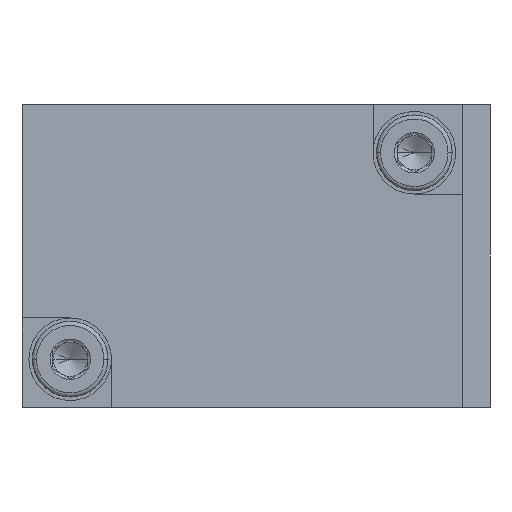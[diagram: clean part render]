
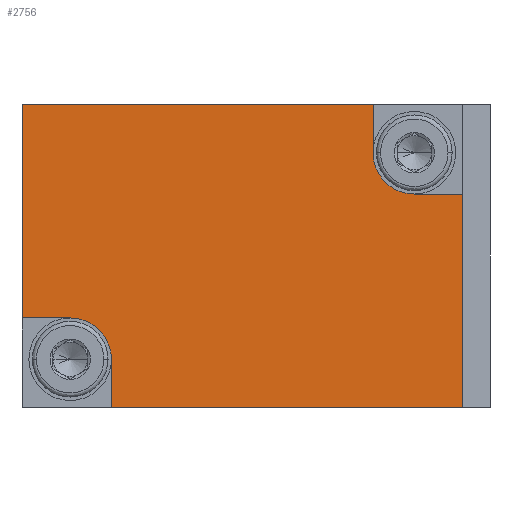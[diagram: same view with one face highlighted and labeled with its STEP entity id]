
A CAD part, front view. The second image highlights one B-rep face of the part: STEP entity #2756.
In plain terms, the highlighted planar face has unit normal (0, -1, 0).
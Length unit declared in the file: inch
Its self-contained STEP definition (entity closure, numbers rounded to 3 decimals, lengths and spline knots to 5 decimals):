
#30 = EDGE_CURVE ( 'NONE', #1035, #2631, #963, .T. ) ;
#109 = EDGE_LOOP ( 'NONE', ( #3273, #288, #2248, #3899, #3179, #5001, #3543, #1057, #616, #3288 ) ) ;
#151 = CARTESIAN_POINT ( 'NONE',  ( 0.62992, 0., 0.17717 ) ) ;
#288 = ORIENTED_EDGE ( 'NONE', *, *, #5352, .F. ) ;
#303 = CARTESIAN_POINT ( 'NONE',  ( -0.37402, 0., -0.43307 ) ) ;
#410 = CARTESIAN_POINT ( 'NONE',  ( 0.49213, 0., 0.17717 ) ) ;
#446 = CIRCLE ( 'NONE', #3474, 0.11811 ) ;
#473 = EDGE_CURVE ( 'NONE', #2043, #3673, #1451, .T. ) ;
#496 = VECTOR ( 'NONE', #4369, 39.37008 ) ;
#595 = DIRECTION ( 'NONE',  ( 1., 0., 0. ) ) ;
#616 = ORIENTED_EDGE ( 'NONE', *, *, #4898, .T. ) ;
#638 = CARTESIAN_POINT ( 'NONE',  ( -0.62992, 0., -0.17717 ) ) ;
#646 = CARTESIAN_POINT ( 'NONE',  ( -0.49213, 0., -0.17717 ) ) ;
#651 = DIRECTION ( 'NONE',  ( 0., 0., -1. ) ) ;
#665 = EDGE_CURVE ( 'NONE', #3673, #3442, #1219, .T. ) ;
#707 = VERTEX_POINT ( 'NONE', #1666 ) ;
#806 = DIRECTION ( 'NONE',  ( 0., 0., -1. ) ) ;
#810 = CARTESIAN_POINT ( 'NONE',  ( 0.62992, 0., -0.43307 ) ) ;
#963 = CIRCLE ( 'NONE', #1677, 0.11811 ) ;
#1016 = VECTOR ( 'NONE', #595, 39.37008 ) ;
#1035 = VERTEX_POINT ( 'NONE', #4168 ) ;
#1057 = ORIENTED_EDGE ( 'NONE', *, *, #5281, .T. ) ;
#1061 = DIRECTION ( 'NONE',  ( 0., -1., 0. ) ) ;
#1171 = EDGE_CURVE ( 'NONE', #5139, #1799, #2637, .T. ) ;
#1219 = LINE ( 'NONE', #2031, #3217 ) ;
#1451 = LINE ( 'NONE', #2288, #4449 ) ;
#1606 = CARTESIAN_POINT ( 'NONE',  ( -0.62992, 0., -0.17717 ) ) ;
#1666 = CARTESIAN_POINT ( 'NONE',  ( 0.37402, 0., 0.29528 ) ) ;
#1677 = AXIS2_PLACEMENT_3D ( 'NONE', #3084, #5254, #3933 ) ;
#1799 = VERTEX_POINT ( 'NONE', #3994 ) ;
#1805 = CARTESIAN_POINT ( 'NONE',  ( 0.37402, 0., 0.43307 ) ) ;
#1897 = DIRECTION ( 'NONE',  ( -1., 0., 0. ) ) ;
#1943 = CARTESIAN_POINT ( 'NONE',  ( -0.37402, 0., -0.43307 ) ) ;
#2031 = CARTESIAN_POINT ( 'NONE',  ( -0.62992, 0., -0.43307 ) ) ;
#2043 = VERTEX_POINT ( 'NONE', #1805 ) ;
#2092 = EDGE_CURVE ( 'NONE', #2631, #3442, #2337, .T. ) ;
#2189 = CARTESIAN_POINT ( 'NONE',  ( 0.62992, 0., -0.43307 ) ) ;
#2197 = VERTEX_POINT ( 'NONE', #303 ) ;
#2248 = ORIENTED_EDGE ( 'NONE', *, *, #473, .T. ) ;
#2288 = CARTESIAN_POINT ( 'NONE',  ( -0.62992, 0., 0.43307 ) ) ;
#2337 = LINE ( 'NONE', #638, #5375 ) ;
#2457 = FACE_OUTER_BOUND ( 'NONE', #109, .T. ) ;
#2543 = DIRECTION ( 'NONE',  ( 0., 1., 0. ) ) ;
#2622 = VECTOR ( 'NONE', #4802, 39.37008 ) ;
#2631 = VERTEX_POINT ( 'NONE', #646 ) ;
#2637 = LINE ( 'NONE', #151, #496 ) ;
#2735 = DIRECTION ( 'NONE',  ( -1., 0., 0. ) ) ;
#2756 = ADVANCED_FACE ( 'NONE', ( #2457 ), #2940, .F. ) ;
#2812 = DIRECTION ( 'NONE',  ( 0., 0., 1. ) ) ;
#2831 = CARTESIAN_POINT ( 'NONE',  ( 0.37402, 0., -0.43307 ) ) ;
#2940 = PLANE ( 'NONE',  #4728 ) ;
#3084 = CARTESIAN_POINT ( 'NONE',  ( -0.49213, 0., -0.29528 ) ) ;
#3179 = ORIENTED_EDGE ( 'NONE', *, *, #2092, .F. ) ;
#3217 = VECTOR ( 'NONE', #806, 39.37008 ) ;
#3273 = ORIENTED_EDGE ( 'NONE', *, *, #4617, .F. ) ;
#3288 = ORIENTED_EDGE ( 'NONE', *, *, #1171, .F. ) ;
#3299 = EDGE_CURVE ( 'NONE', #2197, #1035, #4433, .T. ) ;
#3303 = LINE ( 'NONE', #2831, #4497 ) ;
#3439 = CARTESIAN_POINT ( 'NONE',  ( 0.62992, 0., 0.43307 ) ) ;
#3442 = VERTEX_POINT ( 'NONE', #1606 ) ;
#3474 = AXIS2_PLACEMENT_3D ( 'NONE', #4530, #1061, #5341 ) ;
#3543 = ORIENTED_EDGE ( 'NONE', *, *, #3299, .F. ) ;
#3673 = VERTEX_POINT ( 'NONE', #4427 ) ;
#3883 = LINE ( 'NONE', #3439, #2622 ) ;
#3899 = ORIENTED_EDGE ( 'NONE', *, *, #665, .T. ) ;
#3933 = DIRECTION ( 'NONE',  ( 0., 0., 1. ) ) ;
#3994 = CARTESIAN_POINT ( 'NONE',  ( 0.62992, 0., 0.17717 ) ) ;
#4160 = DIRECTION ( 'NONE',  ( 0., 0., -1. ) ) ;
#4168 = CARTESIAN_POINT ( 'NONE',  ( -0.37402, 0., -0.29528 ) ) ;
#4297 = VECTOR ( 'NONE', #2812, 39.37008 ) ;
#4369 = DIRECTION ( 'NONE',  ( 1., 0., 0. ) ) ;
#4372 = LINE ( 'NONE', #5237, #1016 ) ;
#4427 = CARTESIAN_POINT ( 'NONE',  ( -0.62992, 0., 0.43307 ) ) ;
#4433 = LINE ( 'NONE', #1943, #4297 ) ;
#4449 = VECTOR ( 'NONE', #1897, 39.37008 ) ;
#4497 = VECTOR ( 'NONE', #651, 39.37008 ) ;
#4530 = CARTESIAN_POINT ( 'NONE',  ( 0.49213, 0., 0.29528 ) ) ;
#4617 = EDGE_CURVE ( 'NONE', #707, #5139, #446, .T. ) ;
#4728 = AXIS2_PLACEMENT_3D ( 'NONE', #810, #2543, #4160 ) ;
#4802 = DIRECTION ( 'NONE',  ( 0., 0., 1. ) ) ;
#4898 = EDGE_CURVE ( 'NONE', #5132, #1799, #3883, .T. ) ;
#5001 = ORIENTED_EDGE ( 'NONE', *, *, #30, .F. ) ;
#5132 = VERTEX_POINT ( 'NONE', #2189 ) ;
#5139 = VERTEX_POINT ( 'NONE', #410 ) ;
#5237 = CARTESIAN_POINT ( 'NONE',  ( 0.62992, 0., -0.43307 ) ) ;
#5254 = DIRECTION ( 'NONE',  ( 0., -1., 0. ) ) ;
#5281 = EDGE_CURVE ( 'NONE', #2197, #5132, #4372, .T. ) ;
#5341 = DIRECTION ( 'NONE',  ( 0., 0., 1. ) ) ;
#5352 = EDGE_CURVE ( 'NONE', #2043, #707, #3303, .T. ) ;
#5375 = VECTOR ( 'NONE', #2735, 39.37008 ) ;
